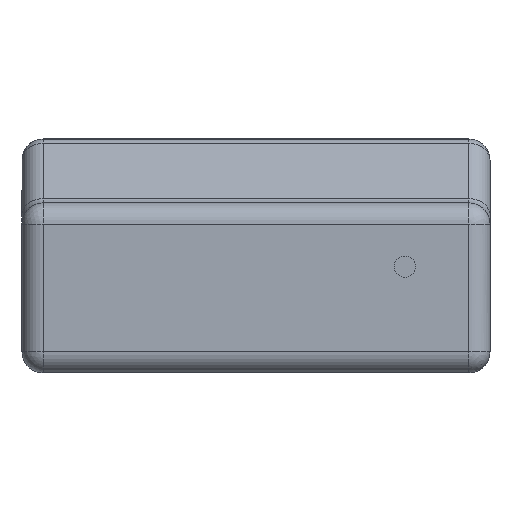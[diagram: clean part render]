
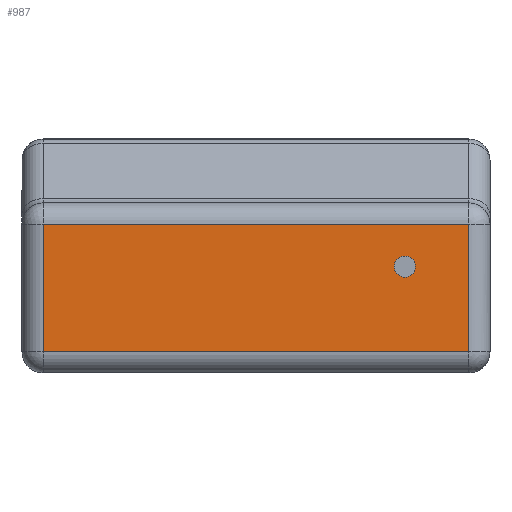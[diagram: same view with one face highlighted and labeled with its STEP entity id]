
A CAD part, left-side view. The second image highlights one B-rep face of the part: STEP entity #987.
In plain terms, the highlighted planar face has unit normal (-1, 0, 0).
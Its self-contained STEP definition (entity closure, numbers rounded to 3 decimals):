
#145=CARTESIAN_POINT('',(0.0,21.0,1.0));
#146=VERTEX_POINT('',#145);
#382=CARTESIAN_POINT('',(0.0,21.0,7.));
#383=VERTEX_POINT('',#382);
#414=CARTESIAN_POINT('',(0.0,21.0,1.0));
#415=DIRECTION('',(0.0,0.0,1.0));
#416=VECTOR('',#415,6.);
#417=LINE('',#414,#416);
#418=EDGE_CURVE('',#146,#383,#417,.T.);
#430=CARTESIAN_POINT('',(0.0,1.0,1.0));
#431=VERTEX_POINT('',#430);
#652=CARTESIAN_POINT('',(0.0,1.0,7.));
#653=VERTEX_POINT('',#652);
#688=CARTESIAN_POINT('',(0.0,1.0,7.));
#689=DIRECTION('',(0.0,0.0,-1.0));
#690=VECTOR('',#689,6.);
#691=LINE('',#688,#690);
#692=EDGE_CURVE('',#653,#431,#691,.T.);
#820=CARTESIAN_POINT('',(0.0,21.0,7.));
#821=DIRECTION('',(0.0,-1.0,0.0));
#822=VECTOR('',#821,20.0);
#823=LINE('',#820,#822);
#824=EDGE_CURVE('',#383,#653,#823,.T.);
#842=CARTESIAN_POINT('',(0.0,1.,1.0));
#843=DIRECTION('',(0.0,1.0,0.0));
#844=VECTOR('',#843,20.0);
#845=LINE('',#842,#844);
#846=EDGE_CURVE('',#431,#146,#845,.T.);
#965=CARTESIAN_POINT('',(0.0,0.0,0.0));
#966=DIRECTION('',(-1.0,0.0,0.0));
#967=DIRECTION('',(0.0,0.0,1.0));
#968=AXIS2_PLACEMENT_3D('',#965,#966,#967);
#969=PLANE('',#968);
#970=ORIENTED_EDGE('',*,*,#692,.F.);
#971=ORIENTED_EDGE('',*,*,#824,.F.);
#972=ORIENTED_EDGE('',*,*,#418,.F.);
#973=ORIENTED_EDGE('',*,*,#846,.F.);
#974=EDGE_LOOP('',(#970,#971,#972,#973));
#975=FACE_OUTER_BOUND('',#974,.T.);
#976=CARTESIAN_POINT('',(0.0,4.0,5.5));
#977=VERTEX_POINT('',#976);
#978=CARTESIAN_POINT('',(0.0,4.0,5.0));
#979=DIRECTION('',(1.0,0.0,0.0));
#980=DIRECTION('',(0.0,0.0,-1.0));
#981=AXIS2_PLACEMENT_3D('',#978,#979,#980);
#982=CIRCLE('',#981,0.5);
#983=EDGE_CURVE('',#977,#977,#982,.T.);
#984=ORIENTED_EDGE('',*,*,#983,.T.);
#985=EDGE_LOOP('',(#984));
#986=FACE_BOUND('',#985,.T.);
#987=ADVANCED_FACE('',(#975,#986),#969,.T.);
